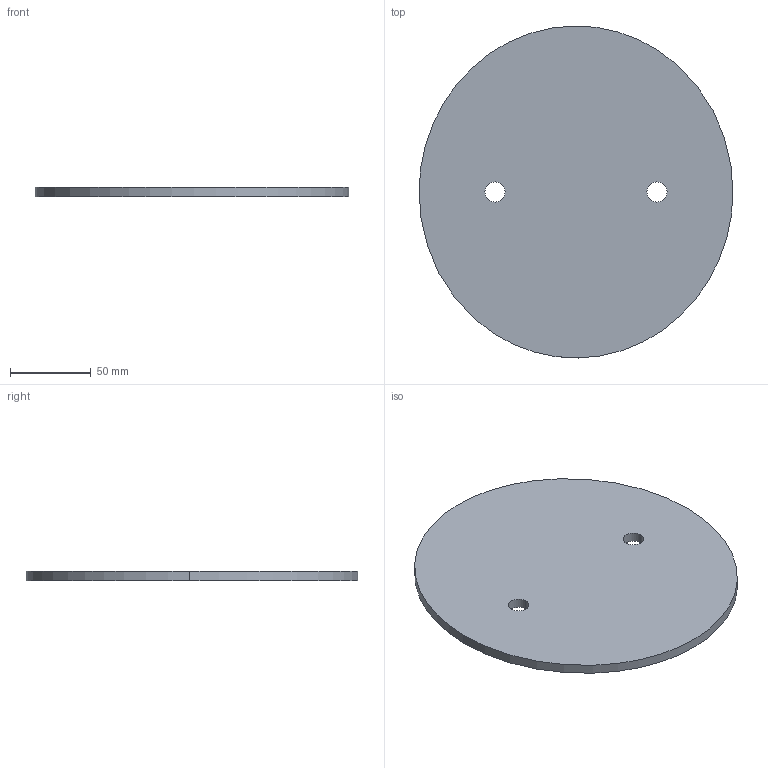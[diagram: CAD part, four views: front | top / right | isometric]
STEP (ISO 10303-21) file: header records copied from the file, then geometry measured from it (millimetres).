
FILE_DESCRIPTION(('CATIA V5 STEP Exchange'),'2;1');
FILE_NAME('Plate.stp','2022-03-20T02:12:29+00:00',('none'),('none'),'CATIA Version 5 Release 21 GA (IN-10)','CATIA V5 STEP AP203','none');
FILE_SCHEMA(('CONFIG_CONTROL_DESIGN'));
Length unit declared in the file: millimetre
Products named in the file (1): Plate
Bounding box: 193.78 x 204.97 x 6 mm (x, y, z)
Volume: 185745.6 mm3; surface area: 66145.6 mm2
Topology: 1 solids, 1 shells, 8 faces, 18 edges, 12 vertices
Faces by surface type: cylinder 4, extrusion 2, plane 2
Entity records: 316 total; most frequent: CARTESIAN_POINT 93, ORIENTED_EDGE 36, DIRECTION 28, EDGE_CURVE 18, AXIS2_PLACEMENT_3D 15, EDGE_LOOP 12, VERTEX_POINT 12, VECTOR 8
